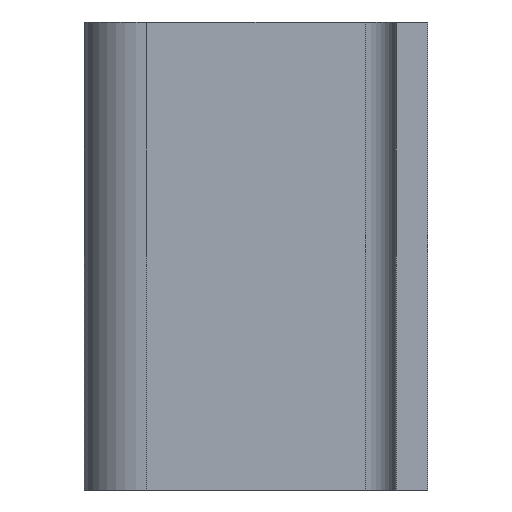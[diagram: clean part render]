
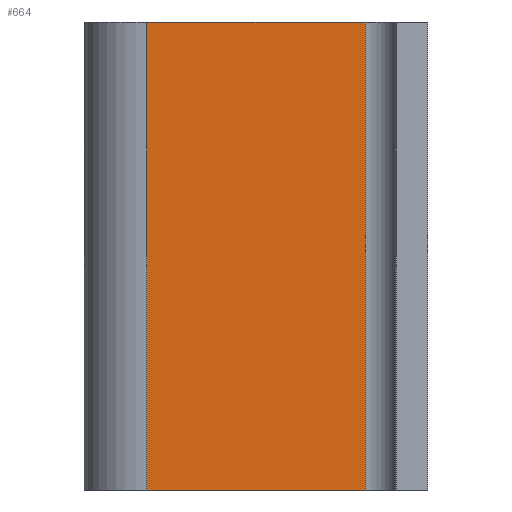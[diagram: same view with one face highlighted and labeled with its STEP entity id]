
A CAD part, left-side view. The second image highlights one B-rep face of the part: STEP entity #664.
In plain terms, the highlighted planar face has unit normal (-1, 0, 0).
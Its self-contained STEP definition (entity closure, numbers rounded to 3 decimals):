
#36=PLANE('',#745);
#74=FACE_OUTER_BOUND('',#118,.T.);
#118=EDGE_LOOP('',(#516,#517,#518,#519));
#179=LINE('',#1076,#242);
#180=LINE('',#1078,#243);
#181=LINE('',#1080,#244);
#182=LINE('',#1081,#245);
#242=VECTOR('',#894,10.);
#243=VECTOR('',#895,10.);
#244=VECTOR('',#896,10.);
#245=VECTOR('',#897,10.);
#318=VERTEX_POINT('',#1069);
#319=VERTEX_POINT('',#1075);
#320=VERTEX_POINT('',#1077);
#321=VERTEX_POINT('',#1079);
#390=EDGE_CURVE('',#319,#318,#179,.T.);
#391=EDGE_CURVE('',#320,#319,#180,.T.);
#392=EDGE_CURVE('',#320,#321,#181,.T.);
#393=EDGE_CURVE('',#318,#321,#182,.T.);
#516=ORIENTED_EDGE('',*,*,#390,.F.);
#517=ORIENTED_EDGE('',*,*,#391,.F.);
#518=ORIENTED_EDGE('',*,*,#392,.T.);
#519=ORIENTED_EDGE('',*,*,#393,.F.);
#664=ADVANCED_FACE('',(#74),#36,.T.);
#745=AXIS2_PLACEMENT_3D('',#1074,#892,#893);
#892=DIRECTION('center_axis',(-1.,0.,0.));
#893=DIRECTION('ref_axis',(0.,0.,
1.));
#894=DIRECTION('',(0.,0.,1.));
#895=DIRECTION('',(0.,1.,0.));
#896=DIRECTION('',(0.,0.,1.));
#897=DIRECTION('',(0.,-1.,0.));
#1069=CARTESIAN_POINT('',(-17.,-4.,30.));
#1074=CARTESIAN_POINT('Origin',(-17.,13.524,15.));
#1075=CARTESIAN_POINT('',(-17.,-4.,0.));
#1076=CARTESIAN_POINT('',(-17.,-4.,15.));
#1077=CARTESIAN_POINT('',(-17.,-18.,0.));
#1078=CARTESIAN_POINT('',(-17.,49.572,0.));
#1079=CARTESIAN_POINT('',(-17.,-18.,30.));
#1080=CARTESIAN_POINT('',(-17.,-18.,15.));
#1081=CARTESIAN_POINT('',(-17.,-41.524,30.));
